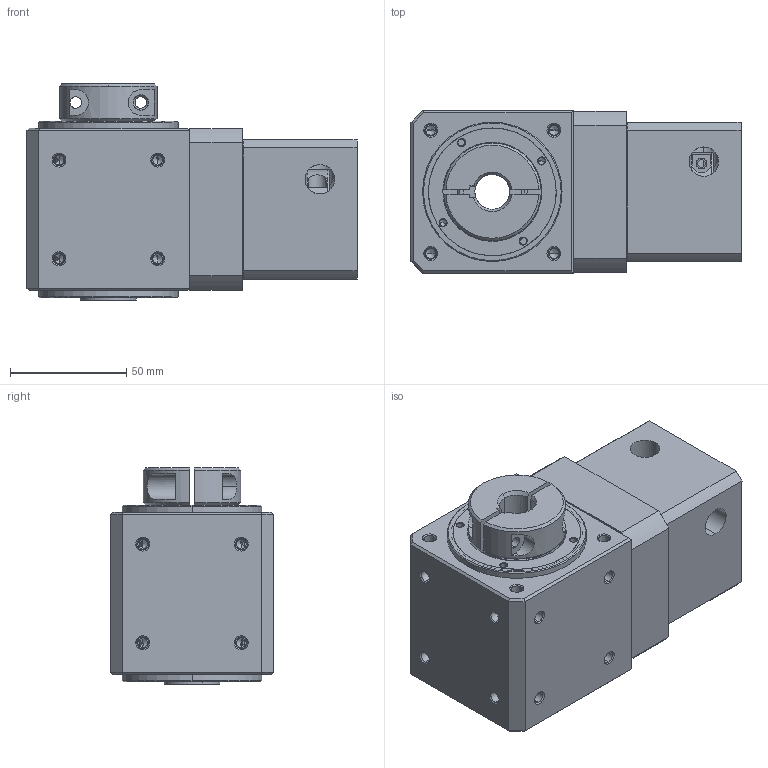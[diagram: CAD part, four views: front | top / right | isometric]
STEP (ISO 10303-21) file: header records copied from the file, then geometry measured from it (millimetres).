
FILE_DESCRIPTION(/* description */ ('Alibre Inc.'),/* implementation_level */ '2;1');
FILE_NAME(/* name */ 'export-14653E94-303E-4E09-B7D9-1D2E476FCA5A',/* time_stamp */ '2022-08-09T16:12:27+02:00',/* author */ (''),/* organization */ (''),/* preprocessor_version */ 'ST-DEVELOPER v17',/* originating_system */ 'Alibre',/* authorisation */ '');
FILE_SCHEMA (('AUTOMOTIVE_DESIGN'));
Length unit declared in the file: millimetre
Bounding box: 142 x 70 x 93 mm (x, y, z)
Volume: 399259.1 mm3; surface area: 132845.3 mm2
Topology: 8 solids, 8 shells, 865 faces, 2101 edges, 1253 vertices
Faces by surface type: cylinder 354, cone 301, plane 182, torus 28
Entity records: 25403 total; most frequent: CARTESIAN_POINT 5379, DIRECTION 4210, ORIENTED_EDGE 4050, EDGE_CURVE 2025, AXIS2_PLACEMENT_3D 1784, VERTEX_POINT 1253, CIRCLE 1083, EDGE_LOOP 1044
